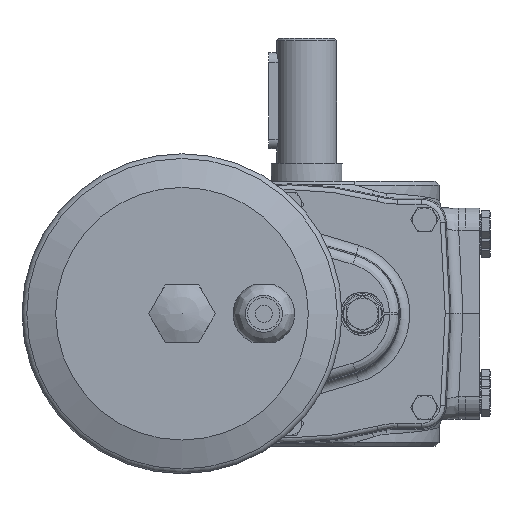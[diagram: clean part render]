
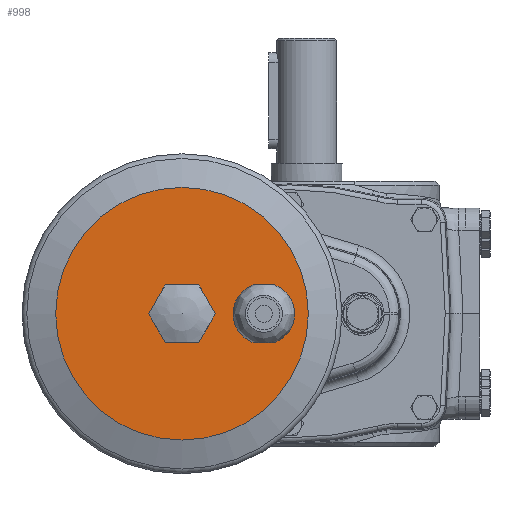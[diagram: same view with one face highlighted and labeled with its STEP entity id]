
A CAD part, left-side view. The second image highlights one B-rep face of the part: STEP entity #998.
In plain terms, the highlighted planar face has unit normal (-1, 0, 0).
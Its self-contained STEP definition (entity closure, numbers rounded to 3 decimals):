
#998 = ADVANCED_FACE( '', ( #2761, #2762, #2763 ), #2764, .T. );
#2761 = FACE_BOUND( '', #5930, .T. );
#2762 = FACE_OUTER_BOUND( '', #5931, .T. );
#2763 = FACE_BOUND( '', #5932, .T. );
#2764 = PLANE( '', #5933 );
#5930 = EDGE_LOOP( '', ( #15034, #15035, #15036, #15037 ) );
#5931 = EDGE_LOOP( '', ( #15038 ) );
#5932 = EDGE_LOOP( '', ( #15039, #15040, #15041, #15042, #15043, #15044 ) );
#5933 = AXIS2_PLACEMENT_3D( '', #15045, #15046, #15047 );
#15034 = ORIENTED_EDGE( '', *, *, #21073, .F. );
#15035 = ORIENTED_EDGE( '', *, *, #21074, .F. );
#15036 = ORIENTED_EDGE( '', *, *, #20901, .F. );
#15037 = ORIENTED_EDGE( '', *, *, #21065, .T. );
#15038 = ORIENTED_EDGE( '', *, *, #21075, .T. );
#15039 = ORIENTED_EDGE( '', *, *, #21076, .T. );
#15040 = ORIENTED_EDGE( '', *, *, #21077, .T. );
#15041 = ORIENTED_EDGE( '', *, *, #21078, .T. );
#15042 = ORIENTED_EDGE( '', *, *, #21079, .T. );
#15043 = ORIENTED_EDGE( '', *, *, #20802, .T. );
#15044 = ORIENTED_EDGE( '', *, *, #21080, .T. );
#15045 = CARTESIAN_POINT( '', ( -468., -0.7, 0. ) );
#15046 = DIRECTION( '', ( -1., 0., 0. ) );
#15047 = DIRECTION( '', ( 0., -1., 0. ) );
#20802 = EDGE_CURVE( '', #23333, #23335, #23337, .T. );
#20901 = EDGE_CURVE( '', #23507, #23510, #23511, .T. );
#21065 = EDGE_CURVE( '', #23507, #23789, #23791, .T. );
#21073 = EDGE_CURVE( '', #23803, #23789, #23804, .T. );
#21074 = EDGE_CURVE( '', #23510, #23803, #23805, .T. );
#21075 = EDGE_CURVE( '', #23806, #23806, #23807, .T. );
#21076 = EDGE_CURVE( '', #23808, #23809, #23810, .T. );
#21077 = EDGE_CURVE( '', #23809, #23811, #23812, .T. );
#21078 = EDGE_CURVE( '', #23811, #23813, #23814, .T. );
#21079 = EDGE_CURVE( '', #23813, #23333, #23815, .T. );
#21080 = EDGE_CURVE( '', #23335, #23808, #23816, .T. );
#23333 = VERTEX_POINT( '', #26914 );
#23335 = VERTEX_POINT( '', #26917 );
#23337 = LINE( '', #26920, #26921 );
#23507 = VERTEX_POINT( '', #27351 );
#23510 = VERTEX_POINT( '', #27355 );
#23511 = CIRCLE( '', #27356, 12.8 );
#23789 = VERTEX_POINT( '', #27804 );
#23791 = LINE( '', #27807, #27808 );
#23803 = VERTEX_POINT( '', #27820 );
#23804 = CIRCLE( '', #27821, 12.8 );
#23805 = LINE( '', #27822, #27823 );
#23806 = VERTEX_POINT( '', #27824 );
#23807 = CIRCLE( '', #27825, 52.5 );
#23808 = VERTEX_POINT( '', #27826 );
#23809 = VERTEX_POINT( '', #27827 );
#23810 = LINE( '', #27828, #27829 );
#23811 = VERTEX_POINT( '', #27830 );
#23812 = LINE( '', #27831, #27832 );
#23813 = VERTEX_POINT( '', #27833 );
#23814 = LINE( '', #27834, #27835 );
#23815 = LINE( '', #27836, #27837 );
#23816 = LINE( '', #27838, #27839 );
#26914 = CARTESIAN_POINT( '', ( -468., 37.944, 0. ) );
#26917 = CARTESIAN_POINT( '', ( -468., 44.872, -12. ) );
#26920 = CARTESIAN_POINT( '', ( -468., 37.944, 0. ) );
#26921 = VECTOR( '', #33793, 1000. );
#27351 = CARTESIAN_POINT( '', ( -468., 13.346, -12. ) );
#27355 = CARTESIAN_POINT( '', ( -468., 13.346, 12. ) );
#27356 = AXIS2_PLACEMENT_3D( '', #33916, #33917, #33918 );
#27804 = CARTESIAN_POINT( '', ( -468., 22.254, -12. ) );
#27807 = CARTESIAN_POINT( '', ( -468., 13.346, -12. ) );
#27808 = VECTOR( '', #34186, 1000. );
#27820 = CARTESIAN_POINT( '', ( -468., 22.254, 12. ) );
#27821 = AXIS2_PLACEMENT_3D( '', #34199, #34200, #34201 );
#27822 = CARTESIAN_POINT( '', ( -468., 13.346, 12. ) );
#27823 = VECTOR( '', #34202, 1000. );
#27824 = CARTESIAN_POINT( '', ( -468., -0.7, 0. ) );
#27825 = AXIS2_PLACEMENT_3D( '', #34203, #34204, #34205 );
#27826 = CARTESIAN_POINT( '', ( -468., 58.728, -12. ) );
#27827 = CARTESIAN_POINT( '', ( -468., 65.656, 0. ) );
#27828 = CARTESIAN_POINT( '', ( -468., 58.728, -12. ) );
#27829 = VECTOR( '', #34206, 1000. );
#27830 = CARTESIAN_POINT( '', ( -468., 58.728, 12. ) );
#27831 = CARTESIAN_POINT( '', ( -468., 65.656, 0. ) );
#27832 = VECTOR( '', #34207, 1000. );
#27833 = CARTESIAN_POINT( '', ( -468., 44.872, 12. ) );
#27834 = CARTESIAN_POINT( '', ( -468., 58.728, 12. ) );
#27835 = VECTOR( '', #34208, 1000. );
#27836 = CARTESIAN_POINT( '', ( -468., 44.872, 12. ) );
#27837 = VECTOR( '', #34209, 1000. );
#27838 = CARTESIAN_POINT( '', ( -468., 44.872, -12. ) );
#27839 = VECTOR( '', #34210, 1000. );
#33793 = DIRECTION( '', ( 0., 0.5, -0.866 ) );
#33916 = CARTESIAN_POINT( '', ( -468., 17.8, 0. ) );
#33917 = DIRECTION( '', ( -1., 0., 0. ) );
#33918 = DIRECTION( '', ( 0., -1., 0. ) );
#34186 = DIRECTION( '', ( 0., 1., 0. ) );
#34199 = CARTESIAN_POINT( '', ( -468., 17.8, 0. ) );
#34200 = DIRECTION( '', ( -1., 0., 0. ) );
#34201 = DIRECTION( '', ( 0., -1., 0. ) );
#34202 = DIRECTION( '', ( 0., 1., 0. ) );
#34203 = CARTESIAN_POINT( '', ( -468., 51.8, 0. ) );
#34204 = DIRECTION( '', ( -1., 0., 0. ) );
#34205 = DIRECTION( '', ( 0., -1., 0. ) );
#34206 = DIRECTION( '', ( 0., 0.5, 0.866 ) );
#34207 = DIRECTION( '', ( 0., -0.5, 0.866 ) );
#34208 = DIRECTION( '', ( 0., -1., 0. ) );
#34209 = DIRECTION( '', ( 0., -0.5, -0.866 ) );
#34210 = DIRECTION( '', ( 0., 1., 0. ) );
